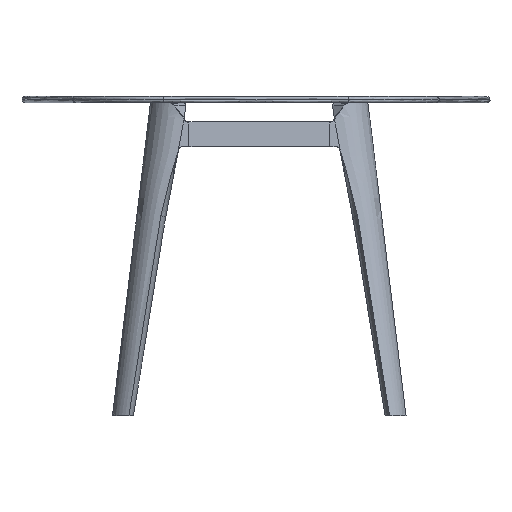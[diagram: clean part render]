
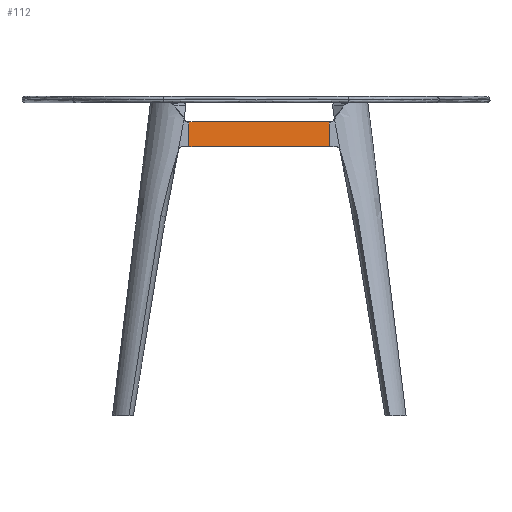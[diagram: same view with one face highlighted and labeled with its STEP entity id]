
A CAD part, left-side view. The second image highlights one B-rep face of the part: STEP entity #112.
In plain terms, the highlighted planar face has unit normal (-0.993, 0, 0.115).
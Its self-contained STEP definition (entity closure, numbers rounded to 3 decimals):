
#112=ADVANCED_FACE('',(#318),#3679,.T.);
#318=FACE_OUTER_BOUND('',#524,.T.);
#524=EDGE_LOOP('',(#1128,#1129,#1130,#1131));
#1128=ORIENTED_EDGE('',*,*,#2110,.T.);
#1129=ORIENTED_EDGE('',*,*,#2111,.T.);
#1130=ORIENTED_EDGE('',*,*,#2112,.T.);
#1131=ORIENTED_EDGE('',*,*,#2113,.T.);
#2110=EDGE_CURVE('',#3254,#3255,#2721,.T.);
#2111=EDGE_CURVE('',#3255,#3256,#2722,.T.);
#2112=EDGE_CURVE('',#3256,#3257,#2723,.T.);
#2113=EDGE_CURVE('',#3257,#3254,#2724,.T.);
#2721=B_SPLINE_CURVE_WITH_KNOTS('',1,(#25526,#25527),.UNSPECIFIED.,.F.,
 .F.,(2,2),(0.,59.006),.UNSPECIFIED.);
#2722=B_SPLINE_CURVE_WITH_KNOTS('',1,(#25528,#25529),.UNSPECIFIED.,.F.,
 .F.,(2,2),(0.,330.),.UNSPECIFIED.);
#2723=B_SPLINE_CURVE_WITH_KNOTS('',1,(#25530,#25531),.UNSPECIFIED.,.F.,
 .F.,(2,2),(0.,59.006),.UNSPECIFIED.);
#2724=B_SPLINE_CURVE_WITH_KNOTS('',1,(#25532,#25533),.UNSPECIFIED.,.F.,
 .F.,(2,2),(0.,330.),.UNSPECIFIED.);
#3254=VERTEX_POINT('',#25518);
#3255=VERTEX_POINT('',#25519);
#3256=VERTEX_POINT('',#25520);
#3257=VERTEX_POINT('',#25521);
#3679=PLANE('',#3829);
#3829=AXIS2_PLACEMENT_3D('',#25479,#3894,$);
#3894=DIRECTION('',(-0.993,0.,0.115));
#25479=CARTESIAN_POINT('',(-1535.091,74.217,695.862));
#25518=CARTESIAN_POINT('',(-1542.537,-288.783,631.384));
#25519=CARTESIAN_POINT('',(-1535.768,-288.783,690.));
#25520=CARTESIAN_POINT('',(-1535.768,41.217,690.));
#25521=CARTESIAN_POINT('',(-1542.537,41.217,631.384));
#25526=CARTESIAN_POINT('',(-1542.537,-288.783,631.384));
#25527=CARTESIAN_POINT('',(-1535.768,-288.783,690.));
#25528=CARTESIAN_POINT('',(-1535.768,-288.783,690.));
#25529=CARTESIAN_POINT('',(-1535.768,41.217,690.));
#25530=CARTESIAN_POINT('',(-1535.768,41.217,690.));
#25531=CARTESIAN_POINT('',(-1542.537,41.217,631.384));
#25532=CARTESIAN_POINT('',(-1542.537,41.217,631.384));
#25533=CARTESIAN_POINT('',(-1542.537,-288.783,631.384));
